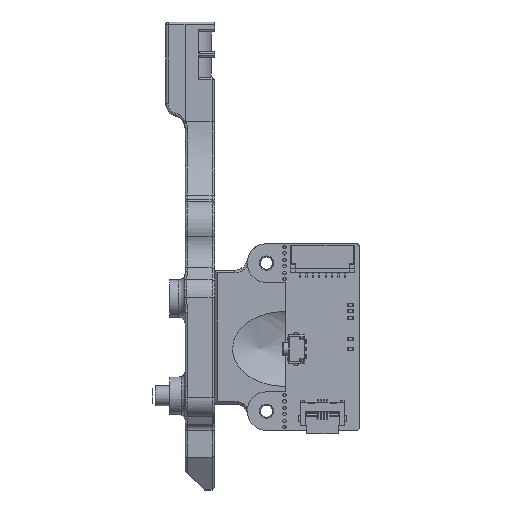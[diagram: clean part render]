
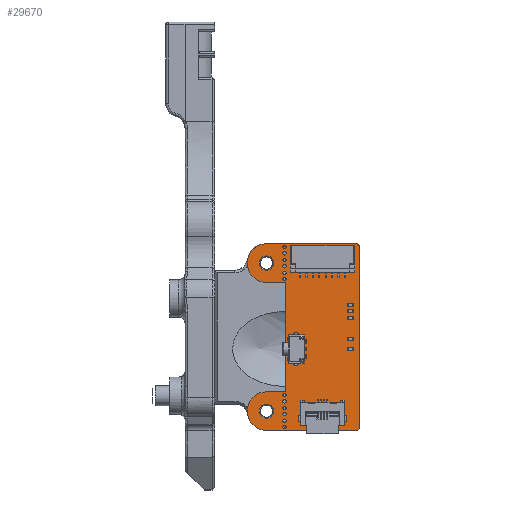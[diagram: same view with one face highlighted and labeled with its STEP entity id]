
A CAD part, left-side view. The second image highlights one B-rep face of the part: STEP entity #29670.
In plain terms, the highlighted face is planar.
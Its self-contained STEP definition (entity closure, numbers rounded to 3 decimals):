
#388=FACE_BOUND('',#5176,.T.);
#389=FACE_BOUND('',#5177,.T.);
#390=FACE_BOUND('',#5178,.T.);
#391=FACE_BOUND('',#5179,.T.);
#392=FACE_BOUND('',#5180,.T.);
#393=FACE_BOUND('',#5181,.T.);
#394=FACE_BOUND('',#5182,.T.);
#395=FACE_BOUND('',#5183,.T.);
#396=FACE_BOUND('',#5184,.T.);
#397=FACE_BOUND('',#5185,.T.);
#398=FACE_BOUND('',#5186,.T.);
#399=FACE_BOUND('',#5187,.T.);
#400=FACE_BOUND('',#5188,.T.);
#401=FACE_BOUND('',#5189,.T.);
#402=FACE_BOUND('',#5190,.T.);
#403=FACE_BOUND('',#5191,.T.);
#1428=PLANE('',#32368);
#3457=FACE_OUTER_BOUND('',#5175,.T.);
#5175=EDGE_LOOP('',(#27929,#27930,#27931,#27932,#27933,#27934,#27935,#27936,
#27937,#27938));
#5176=EDGE_LOOP('',(#27939));
#5177=EDGE_LOOP('',(#27940));
#5178=EDGE_LOOP('',(#27941));
#5179=EDGE_LOOP('',(#27942));
#5180=EDGE_LOOP('',(#27943));
#5181=EDGE_LOOP('',(#27944));
#5182=EDGE_LOOP('',(#27945));
#5183=EDGE_LOOP('',(#27946));
#5184=EDGE_LOOP('',(#27947));
#5185=EDGE_LOOP('',(#27948));
#5186=EDGE_LOOP('',(#27949));
#5187=EDGE_LOOP('',(#27950));
#5188=EDGE_LOOP('',(#27951));
#5189=EDGE_LOOP('',(#27952));
#5190=EDGE_LOOP('',(#27953));
#5191=EDGE_LOOP('',(#27954));
#8335=LINE('',#50365,#11490);
#8337=LINE('',#50369,#11492);
#8339=LINE('',#50373,#11494);
#8342=LINE('',#50381,#11497);
#8345=LINE('',#50387,#11500);
#8348=LINE('',#50393,#11503);
#11490=VECTOR('',#40760,1000.);
#11492=VECTOR('',#40764,1000.);
#11494=VECTOR('',#40768,1000.);
#11497=VECTOR('',#40777,1000.);
#11500=VECTOR('',#40782,1000.);
#11503=VECTOR('',#40787,1000.);
#12473=CIRCLE('',#32306,1.1);
#12475=CIRCLE('',#32309,1.1);
#12477=CIRCLE('',#32312,0.25);
#12479=CIRCLE('',#32315,0.25);
#12481=CIRCLE('',#32318,0.25);
#12483=CIRCLE('',#32321,0.25);
#12485=CIRCLE('',#32324,0.25);
#12487=CIRCLE('',#32327,0.25);
#12489=CIRCLE('',#32330,0.45);
#12491=CIRCLE('',#32333,0.25);
#12493=CIRCLE('',#32336,0.25);
#12495=CIRCLE('',#32339,0.25);
#12497=CIRCLE('',#32342,0.25);
#12499=CIRCLE('',#32345,0.25);
#12501=CIRCLE('',#32348,0.25);
#12503=CIRCLE('',#32351,0.45);
#12509=CIRCLE('',#32362,3.);
#12510=CIRCLE('',#32367,3.);
#12511=CIRCLE('',#32369,0.4);
#12512=CIRCLE('',#32370,0.4);
#15170=VERTEX_POINT('',#50244);
#15172=VERTEX_POINT('',#50250);
#15174=VERTEX_POINT('',#50256);
#15176=VERTEX_POINT('',#50262);
#15178=VERTEX_POINT('',#50268);
#15180=VERTEX_POINT('',#50274);
#15182=VERTEX_POINT('',#50280);
#15184=VERTEX_POINT('',#50286);
#15186=VERTEX_POINT('',#50292);
#15188=VERTEX_POINT('',#50298);
#15190=VERTEX_POINT('',#50304);
#15192=VERTEX_POINT('',#50310);
#15194=VERTEX_POINT('',#50316);
#15196=VERTEX_POINT('',#50322);
#15198=VERTEX_POINT('',#50328);
#15200=VERTEX_POINT('',#50334);
#15212=VERTEX_POINT('',#50361);
#15213=VERTEX_POINT('',#50363);
#15214=VERTEX_POINT('',#50367);
#15215=VERTEX_POINT('',#50371);
#15216=VERTEX_POINT('',#50375);
#15217=VERTEX_POINT('',#50379);
#15218=VERTEX_POINT('',#50383);
#15219=VERTEX_POINT('',#50385);
#15220=VERTEX_POINT('',#50389);
#15221=VERTEX_POINT('',#50391);
#19391=EDGE_CURVE('',#15170,#15170,#12473,.T.);
#19394=EDGE_CURVE('',#15172,#15172,#12475,.T.);
#19397=EDGE_CURVE('',#15174,#15174,#12477,.T.);
#19400=EDGE_CURVE('',#15176,#15176,#12479,.T.);
#19403=EDGE_CURVE('',#15178,#15178,#12481,.T.);
#19406=EDGE_CURVE('',#15180,#15180,#12483,.T.);
#19409=EDGE_CURVE('',#15182,#15182,#12485,.T.);
#19412=EDGE_CURVE('',#15184,#15184,#12487,.T.);
#19415=EDGE_CURVE('',#15186,#15186,#12489,.T.);
#19418=EDGE_CURVE('',#15188,#15188,#12491,.T.);
#19421=EDGE_CURVE('',#15190,#15190,#12493,.T.);
#19424=EDGE_CURVE('',#15192,#15192,#12495,.T.);
#19427=EDGE_CURVE('',#15194,#15194,#12497,.T.);
#19430=EDGE_CURVE('',#15196,#15196,#12499,.T.);
#19433=EDGE_CURVE('',#15198,#15198,#12501,.T.);
#19436=EDGE_CURVE('',#15200,#15200,#12503,.T.);
#19451=EDGE_CURVE('',#15213,#15212,#8335,.T.);
#19453=EDGE_CURVE('',#15214,#15213,#8337,.T.);
#19455=EDGE_CURVE('',#15215,#15214,#8339,.T.);
#19457=EDGE_CURVE('',#15216,#15215,#12509,.T.);
#19459=EDGE_CURVE('',#15217,#15216,#8342,.T.);
#19462=EDGE_CURVE('',#15219,#15218,#8345,.T.);
#19465=EDGE_CURVE('',#15221,#15220,#8348,.T.);
#19466=EDGE_CURVE('',#15212,#15221,#12510,.T.);
#19467=EDGE_CURVE('',#15218,#15217,#12511,.T.);
#19468=EDGE_CURVE('',#15220,#15219,#12512,.T.);
#27929=ORIENTED_EDGE('',*,*,#19453,.F.);
#27930=ORIENTED_EDGE('',*,*,#19455,.F.);
#27931=ORIENTED_EDGE('',*,*,#19457,.F.);
#27932=ORIENTED_EDGE('',*,*,#19459,.F.);
#27933=ORIENTED_EDGE('',*,*,#19467,.F.);
#27934=ORIENTED_EDGE('',*,*,#19462,.F.);
#27935=ORIENTED_EDGE('',*,*,#19468,.F.);
#27936=ORIENTED_EDGE('',*,*,#19465,.F.);
#27937=ORIENTED_EDGE('',*,*,#19466,.F.);
#27938=ORIENTED_EDGE('',*,*,#19451,.F.);
#27939=ORIENTED_EDGE('',*,*,#19391,.T.);
#27940=ORIENTED_EDGE('',*,*,#19394,.T.);
#27941=ORIENTED_EDGE('',*,*,#19397,.T.);
#27942=ORIENTED_EDGE('',*,*,#19400,.T.);
#27943=ORIENTED_EDGE('',*,*,#19403,.T.);
#27944=ORIENTED_EDGE('',*,*,#19406,.T.);
#27945=ORIENTED_EDGE('',*,*,#19409,.T.);
#27946=ORIENTED_EDGE('',*,*,#19412,.T.);
#27947=ORIENTED_EDGE('',*,*,#19415,.T.);
#27948=ORIENTED_EDGE('',*,*,#19418,.T.);
#27949=ORIENTED_EDGE('',*,*,#19421,.T.);
#27950=ORIENTED_EDGE('',*,*,#19424,.T.);
#27951=ORIENTED_EDGE('',*,*,#19427,.T.);
#27952=ORIENTED_EDGE('',*,*,#19430,.T.);
#27953=ORIENTED_EDGE('',*,*,#19433,.T.);
#27954=ORIENTED_EDGE('',*,*,#19436,.T.);
#29670=ADVANCED_FACE('',(#3457,#388,#389,#390,#391,#392,#393,#394,#395,
#396,#397,#398,#399,#400,#401,#402,#403),#1428,.F.);
#32306=AXIS2_PLACEMENT_3D('',#50245,#40630,#40631);
#32309=AXIS2_PLACEMENT_3D('',#50251,#40637,#40638);
#32312=AXIS2_PLACEMENT_3D('',#50257,#40644,#40645);
#32315=AXIS2_PLACEMENT_3D('',#50263,#40651,#40652);
#32318=AXIS2_PLACEMENT_3D('',#50269,#40658,#40659);
#32321=AXIS2_PLACEMENT_3D('',#50275,#40665,#40666);
#32324=AXIS2_PLACEMENT_3D('',#50281,#40672,#40673);
#32327=AXIS2_PLACEMENT_3D('',#50287,#40679,#40680);
#32330=AXIS2_PLACEMENT_3D('',#50293,#40686,#40687);
#32333=AXIS2_PLACEMENT_3D('',#50299,#40693,#40694);
#32336=AXIS2_PLACEMENT_3D('',#50305,#40700,#40701);
#32339=AXIS2_PLACEMENT_3D('',#50311,#40707,#40708);
#32342=AXIS2_PLACEMENT_3D('',#50317,#40714,#40715);
#32345=AXIS2_PLACEMENT_3D('',#50323,#40721,#40722);
#32348=AXIS2_PLACEMENT_3D('',#50329,#40728,#40729);
#32351=AXIS2_PLACEMENT_3D('',#50335,#40735,#40736);
#32362=AXIS2_PLACEMENT_3D('',#50377,#40772,#40773);
#32367=AXIS2_PLACEMENT_3D('',#50395,#40790,#40791);
#32368=AXIS2_PLACEMENT_3D('',#50396,#40792,#40793);
#32369=AXIS2_PLACEMENT_3D('',#50397,#40794,#40795);
#32370=AXIS2_PLACEMENT_3D('',#50398,#40796,#40797);
#40630=DIRECTION('center_axis',(0.,0.,-1.));
#40631=DIRECTION('ref_axis',(-1.,0.,0.));
#40637=DIRECTION('center_axis',(0.,0.,-1.));
#40638=DIRECTION('ref_axis',(-1.,0.,0.));
#40644=DIRECTION('center_axis',(0.,0.,-1.));
#40645=DIRECTION('ref_axis',(-1.,0.,0.));
#40651=DIRECTION('center_axis',(0.,0.,-1.));
#40652=DIRECTION('ref_axis',(-1.,0.,0.));
#40658=DIRECTION('center_axis',(0.,0.,-1.));
#40659=DIRECTION('ref_axis',(-1.,0.,0.));
#40665=DIRECTION('center_axis',(0.,0.,-1.));
#40666=DIRECTION('ref_axis',(-1.,0.,0.));
#40672=DIRECTION('center_axis',(0.,0.,-1.));
#40673=DIRECTION('ref_axis',(-1.,0.,0.));
#40679=DIRECTION('center_axis',(0.,0.,-1.));
#40680=DIRECTION('ref_axis',(-1.,0.,0.));
#40686=DIRECTION('center_axis',(0.,0.,-1.));
#40687=DIRECTION('ref_axis',(-1.,0.,0.));
#40693=DIRECTION('center_axis',(0.,0.,-1.));
#40694=DIRECTION('ref_axis',(-1.,0.,0.));
#40700=DIRECTION('center_axis',(0.,0.,-1.));
#40701=DIRECTION('ref_axis',(-1.,0.,0.));
#40707=DIRECTION('center_axis',(0.,0.,-1.));
#40708=DIRECTION('ref_axis',(-1.,0.,0.));
#40714=DIRECTION('center_axis',(0.,0.,-1.));
#40715=DIRECTION('ref_axis',(-1.,0.,0.));
#40721=DIRECTION('center_axis',(0.,0.,-1.));
#40722=DIRECTION('ref_axis',(-1.,0.,0.));
#40728=DIRECTION('center_axis',(0.,0.,-1.));
#40729=DIRECTION('ref_axis',(-1.,0.,0.));
#40735=DIRECTION('center_axis',(0.,0.,-1.));
#40736=DIRECTION('ref_axis',(-1.,0.,0.));
#40760=DIRECTION('',(0.,1.,0.));
#40764=DIRECTION('',(1.,0.,0.));
#40768=DIRECTION('',(0.,-1.,0.));
#40772=DIRECTION('center_axis',(0.,0.,-1.));
#40773=DIRECTION('ref_axis',(-1.,0.,0.));
#40777=DIRECTION('',(0.,1.,0.));
#40782=DIRECTION('',(-1.,0.,0.));
#40787=DIRECTION('',(0.,-1.,0.));
#40790=DIRECTION('center_axis',(0.,0.,-1.));
#40791=DIRECTION('ref_axis',(-1.,0.,0.));
#40792=DIRECTION('center_axis',(0.,0.,-1.));
#40793=DIRECTION('ref_axis',(-1.,0.,0.));
#40794=DIRECTION('center_axis',(0.,0.,-1.));
#40795=DIRECTION('ref_axis',(-1.,0.,0.));
#40796=DIRECTION('center_axis',(0.,0.,-1.));
#40797=DIRECTION('ref_axis',(-1.,0.,0.));
#50244=CARTESIAN_POINT('',(1.1,0.,1.6));
#50245=CARTESIAN_POINT('Origin',(0.,0.,
1.6));
#50250=CARTESIAN_POINT('',(24.1,0.,1.6));
#50251=CARTESIAN_POINT('Origin',(23.,0.,1.6));
#50256=CARTESIAN_POINT('',(-2.25,-2.8,1.6));
#50257=CARTESIAN_POINT('Origin',(-2.5,-2.8,1.6));
#50262=CARTESIAN_POINT('',(-1.25,-2.8,1.6));
#50263=CARTESIAN_POINT('Origin',(-1.5,-2.8,1.6));
#50268=CARTESIAN_POINT('',(-0.25,-2.8,1.6));
#50269=CARTESIAN_POINT('Origin',(-0.5,-2.8,1.6));
#50274=CARTESIAN_POINT('',(0.75,-2.8,1.6));
#50275=CARTESIAN_POINT('Origin',(0.5,-2.8,1.6));
#50280=CARTESIAN_POINT('',(1.75,-2.8,1.6));
#50281=CARTESIAN_POINT('Origin',(1.5,-2.8,1.6));
#50286=CARTESIAN_POINT('',(2.75,-2.8,1.6));
#50287=CARTESIAN_POINT('Origin',(2.5,-2.8,1.6));
#50292=CARTESIAN_POINT('',(7.975,-4.575,1.6));
#50293=CARTESIAN_POINT('Origin',(7.525,-4.575,1.6));
#50298=CARTESIAN_POINT('',(20.75,-2.8,1.6));
#50299=CARTESIAN_POINT('Origin',(20.5,-2.8,1.6));
#50304=CARTESIAN_POINT('',(21.75,-2.8,1.6));
#50305=CARTESIAN_POINT('Origin',(21.5,-2.8,1.6));
#50310=CARTESIAN_POINT('',(22.75,-2.8,1.6));
#50311=CARTESIAN_POINT('Origin',(22.5,-2.8,1.6));
#50316=CARTESIAN_POINT('',(23.75,-2.8,1.6));
#50317=CARTESIAN_POINT('Origin',(23.5,-2.8,1.6));
#50322=CARTESIAN_POINT('',(24.75,-2.8,1.6));
#50323=CARTESIAN_POINT('Origin',(24.5,-2.8,1.6));
#50328=CARTESIAN_POINT('',(25.75,-2.8,1.6));
#50329=CARTESIAN_POINT('Origin',(25.5,-2.8,1.6));
#50334=CARTESIAN_POINT('',(12.225,-4.575,1.6));
#50335=CARTESIAN_POINT('Origin',(11.775,-4.575,1.6));
#50361=CARTESIAN_POINT('',(20.,0.,1.6));
#50363=CARTESIAN_POINT('',(20.,-3.,1.6));
#50365=CARTESIAN_POINT('',(20.,-3.,1.6));
#50367=CARTESIAN_POINT('',(3.,-3.,1.6));
#50369=CARTESIAN_POINT('',(3.,-3.,1.6));
#50371=CARTESIAN_POINT('',(3.,0.,1.6));
#50373=CARTESIAN_POINT('',(3.,0.,1.6));
#50375=CARTESIAN_POINT('',(-3.,0.,1.6));
#50377=CARTESIAN_POINT('Origin',(0.,0.,1.6));
#50379=CARTESIAN_POINT('',(-3.,-14.,1.6));
#50381=CARTESIAN_POINT('',(-3.,-3.,1.6));
#50383=CARTESIAN_POINT('',(-2.6,-14.4,1.6));
#50385=CARTESIAN_POINT('',(25.6,-14.4,1.6));
#50387=CARTESIAN_POINT('',(25.6,-14.4,1.6));
#50389=CARTESIAN_POINT('',(26.,-14.,1.6));
#50391=CARTESIAN_POINT('',(26.,0.,1.6));
#50393=CARTESIAN_POINT('',(26.,-3.,1.6));
#50395=CARTESIAN_POINT('Origin',(23.,0.,1.6));
#50396=CARTESIAN_POINT('Origin',(11.5,-6.589,1.6));
#50397=CARTESIAN_POINT('Origin',(-2.6,-14.,1.6));
#50398=CARTESIAN_POINT('Origin',(25.6,-14.,1.6));
